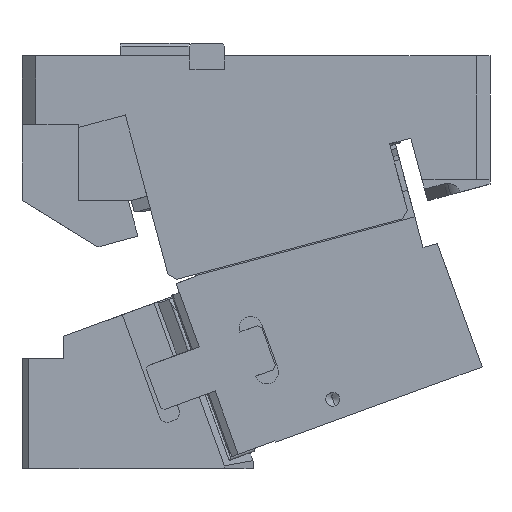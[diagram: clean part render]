
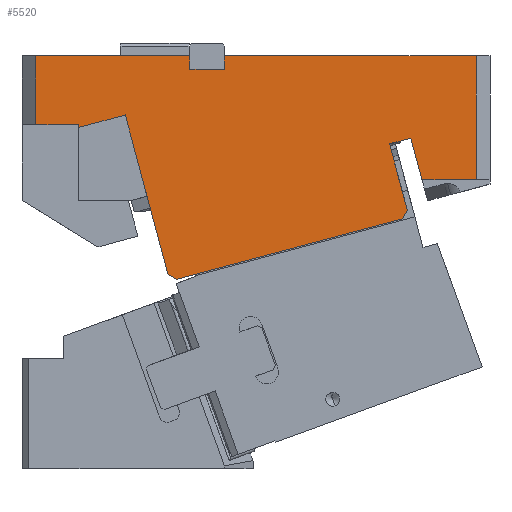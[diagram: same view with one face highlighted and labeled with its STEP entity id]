
A CAD part, front view. The second image highlights one B-rep face of the part: STEP entity #5520.
In plain terms, the highlighted planar face has unit normal (0, -1, 0).
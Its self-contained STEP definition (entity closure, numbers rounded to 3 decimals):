
#735=CARTESIAN_POINT('Vertex',(-113.,-75.,300.)) ;
#896=CARTESIAN_POINT('Vertex',(-225.,-75.,300.)) ;
#899=CARTESIAN_POINT('Line Origine',(-169.,-75.,300.)) ;
#985=CARTESIAN_POINT('Vertex',(-225.,-75.,250.)) ;
#988=CARTESIAN_POINT('Line Origine',(-225.,-75.,275.)) ;
#1456=CARTESIAN_POINT('Vertex',(55.547,-75.,210.)) ;
#1459=CARTESIAN_POINT('Line Origine',(51.516,-75.,225.045)) ;
#1463=CARTESIAN_POINT('Vertex',(47.484,-75.,240.089)) ;
#3179=CARTESIAN_POINT('Vertex',(32.023,-75.,235.974)) ;
#3182=CARTESIAN_POINT('Line Origine',(38.497,-75.,211.813)) ;
#3186=CARTESIAN_POINT('Vertex',(44.97,-75.,187.652)) ;
#3287=CARTESIAN_POINT('Vertex',(39.75,-75.,238.045)) ;
#3290=CARTESIAN_POINT('Line Origine',(35.886,-75.,237.009)) ;
#3348=CARTESIAN_POINT('Line Origine',(43.203,-75.,184.59)) ;
#3352=CARTESIAN_POINT('Vertex',(41.435,-75.,181.528)) ;
#3383=CARTESIAN_POINT('Vertex',(39.757,-75.,238.019)) ;
#3386=CARTESIAN_POINT('Line Origine',(39.753,-75.,238.032)) ;
#3407=CARTESIAN_POINT('Vertex',(-122.772,-75.,137.529)) ;
#3410=CARTESIAN_POINT('Line Origine',(-125.834,-75.,139.297)) ;
#3414=CARTESIAN_POINT('Vertex',(-128.896,-75.,141.064)) ;
#3440=CARTESIAN_POINT('Vertex',(95.,-75.,210.)) ;
#3454=CARTESIAN_POINT('Vertex',(95.,-75.,300.)) ;
#3457=CARTESIAN_POINT('Line Origine',(95.,-75.,255.)) ;
#4368=CARTESIAN_POINT('Vertex',(-88.,-75.,290.)) ;
#4371=CARTESIAN_POINT('Line Origine',(-88.,-75.,295.)) ;
#4375=CARTESIAN_POINT('Vertex',(-88.,-75.,300.)) ;
#4394=CARTESIAN_POINT('Vertex',(-113.,-75.,290.)) ;
#4397=CARTESIAN_POINT('Line Origine',(-100.5,-75.,290.)) ;
#4414=CARTESIAN_POINT('Line Origine',(-40.669,-75.,159.529)) ;
#4473=CARTESIAN_POINT('Line Origine',(-144.425,-75.,199.02)) ;
#4477=CARTESIAN_POINT('Vertex',(-159.954,-75.,256.976)) ;
#4507=CARTESIAN_POINT('Line Origine',(-176.906,-75.,252.433)) ;
#4511=CARTESIAN_POINT('Vertex',(-193.858,-75.,247.891)) ;
#4998=CARTESIAN_POINT('Line Origine',(75.273,-75.,210.)) ;
#5025=CARTESIAN_POINT('Line Origine',(43.621,-75.,239.054)) ;
#5240=CARTESIAN_POINT('Line Origine',(3.5,-75.,300.)) ;
#5378=CARTESIAN_POINT('Line Origine',(-113.,-75.,295.)) ;
#5481=CARTESIAN_POINT('Axis2P3D Location',(-235.,-75.,250.)) ;
#5486=CARTESIAN_POINT('Line Origine',(-209.429,-75.,250.)) ;
#5490=CARTESIAN_POINT('Vertex',(-193.858,-75.,250.)) ;
#5493=CARTESIAN_POINT('Line Origine',(-193.858,-75.,248.946)) ;
#900=DIRECTION('Vector Direction',(-1.,0.,0.)) ;
#989=DIRECTION('Vector Direction',(0.,0.,-1.)) ;
#1460=DIRECTION('Vector Direction',(0.259,0.,-0.966)) ;
#3183=DIRECTION('Vector Direction',(-0.259,0.,0.966)) ;
#3291=DIRECTION('Vector Direction',(0.966,0.,0.259)) ;
#3349=DIRECTION('Vector Direction',(0.5,0.,0.866)) ;
#3387=DIRECTION('Vector Direction',(-0.259,0.,0.966)) ;
#3411=DIRECTION('Vector Direction',(0.866,0.,-0.5)) ;
#3458=DIRECTION('Vector Direction',(0.,0.,1.)) ;
#4372=DIRECTION('Vector Direction',(0.,0.,1.)) ;
#4398=DIRECTION('Vector Direction',(1.,0.,0.)) ;
#4415=DIRECTION('Vector Direction',(0.966,0.,0.259)) ;
#4474=DIRECTION('Vector Direction',(-0.259,0.,0.966)) ;
#4508=DIRECTION('Vector Direction',(0.966,0.,0.259)) ;
#4999=DIRECTION('Vector Direction',(1.,0.,0.)) ;
#5026=DIRECTION('Vector Direction',(0.966,0.,0.259)) ;
#5241=DIRECTION('Vector Direction',(-1.,0.,0.)) ;
#5379=DIRECTION('Vector Direction',(0.,0.,1.)) ;
#5482=DIRECTION('Axis2P3D Direction',(0.,1.,0.)) ;
#5483=DIRECTION('Axis2P3D XDirection',(-1.,0.,0.)) ;
#5487=DIRECTION('Vector Direction',(1.,0.,0.)) ;
#5494=DIRECTION('Vector Direction',(0.,0.,-1.)) ;
#5484=AXIS2_PLACEMENT_3D('Plane Axis2P3D',#5481,#5482,#5483) ;
#5499=ORIENTED_EDGE('',*,*,#4377,.F.) ;
#5500=ORIENTED_EDGE('',*,*,#4401,.F.) ;
#5501=ORIENTED_EDGE('',*,*,#5382,.T.) ;
#5502=ORIENTED_EDGE('',*,*,#903,.T.) ;
#5503=ORIENTED_EDGE('',*,*,#992,.T.) ;
#5504=ORIENTED_EDGE('',*,*,#5492,.F.) ;
#5505=ORIENTED_EDGE('',*,*,#5497,.T.) ;
#5506=ORIENTED_EDGE('',*,*,#4513,.T.) ;
#5507=ORIENTED_EDGE('',*,*,#4479,.F.) ;
#5508=ORIENTED_EDGE('',*,*,#3416,.T.) ;
#5509=ORIENTED_EDGE('',*,*,#4418,.T.) ;
#5510=ORIENTED_EDGE('',*,*,#3354,.T.) ;
#5511=ORIENTED_EDGE('',*,*,#3188,.T.) ;
#5512=ORIENTED_EDGE('',*,*,#3294,.T.) ;
#5513=ORIENTED_EDGE('',*,*,#3390,.F.) ;
#5514=ORIENTED_EDGE('',*,*,#5029,.T.) ;
#5515=ORIENTED_EDGE('',*,*,#1465,.T.) ;
#5516=ORIENTED_EDGE('',*,*,#5002,.T.) ;
#5517=ORIENTED_EDGE('',*,*,#3461,.T.) ;
#5518=ORIENTED_EDGE('',*,*,#5244,.T.) ;
#901=VECTOR('Line Direction',#900,1.) ;
#990=VECTOR('Line Direction',#989,1.) ;
#1461=VECTOR('Line Direction',#1460,1.) ;
#3184=VECTOR('Line Direction',#3183,1.) ;
#3292=VECTOR('Line Direction',#3291,1.) ;
#3350=VECTOR('Line Direction',#3349,1.) ;
#3388=VECTOR('Line Direction',#3387,1.) ;
#3412=VECTOR('Line Direction',#3411,1.) ;
#3459=VECTOR('Line Direction',#3458,1.) ;
#4373=VECTOR('Line Direction',#4372,1.) ;
#4399=VECTOR('Line Direction',#4398,1.) ;
#4416=VECTOR('Line Direction',#4415,1.) ;
#4475=VECTOR('Line Direction',#4474,1.) ;
#4509=VECTOR('Line Direction',#4508,1.) ;
#5000=VECTOR('Line Direction',#4999,1.) ;
#5027=VECTOR('Line Direction',#5026,1.) ;
#5242=VECTOR('Line Direction',#5241,1.) ;
#5380=VECTOR('Line Direction',#5379,1.) ;
#5488=VECTOR('Line Direction',#5487,1.) ;
#5495=VECTOR('Line Direction',#5494,1.) ;
#5520=ADVANCED_FACE('CAM HOLDER',(#5519),#5485,.F.) ;
#903=EDGE_CURVE('',#736,#897,#902,.T.) ;
#992=EDGE_CURVE('',#897,#986,#991,.T.) ;
#1465=EDGE_CURVE('',#1464,#1457,#1462,.T.) ;
#3188=EDGE_CURVE('',#3187,#3180,#3185,.T.) ;
#3294=EDGE_CURVE('',#3180,#3288,#3293,.T.) ;
#3354=EDGE_CURVE('',#3353,#3187,#3351,.T.) ;
#3390=EDGE_CURVE('',#3384,#3288,#3389,.T.) ;
#3416=EDGE_CURVE('',#3415,#3408,#3413,.T.) ;
#3461=EDGE_CURVE('',#3441,#3455,#3460,.T.) ;
#4377=EDGE_CURVE('',#4369,#4376,#4374,.T.) ;
#4401=EDGE_CURVE('',#4395,#4369,#4400,.T.) ;
#4418=EDGE_CURVE('',#3408,#3353,#4417,.T.) ;
#4479=EDGE_CURVE('',#3415,#4478,#4476,.T.) ;
#4513=EDGE_CURVE('',#4512,#4478,#4510,.T.) ;
#5002=EDGE_CURVE('',#1457,#3441,#5001,.T.) ;
#5029=EDGE_CURVE('',#3384,#1464,#5028,.T.) ;
#5244=EDGE_CURVE('',#3455,#4376,#5243,.T.) ;
#5382=EDGE_CURVE('',#4395,#736,#5381,.T.) ;
#5492=EDGE_CURVE('',#5491,#986,#5489,.F.) ;
#5497=EDGE_CURVE('',#5491,#4512,#5496,.T.) ;
#5498=EDGE_LOOP('',(#5499,#5500,#5501,#5502,#5503,#5504,#5505,#5506,#5507,#5508,#5509,#5510,#5511,#5512,#5513,#5514,#5515,#5516,#5517,#5518)) ;
#5519=FACE_OUTER_BOUND('',#5498,.T.) ;
#902=LINE('Line',#899,#901) ;
#991=LINE('Line',#988,#990) ;
#1462=LINE('Line',#1459,#1461) ;
#3185=LINE('Line',#3182,#3184) ;
#3293=LINE('Line',#3290,#3292) ;
#3351=LINE('Line',#3348,#3350) ;
#3389=LINE('Line',#3386,#3388) ;
#3413=LINE('Line',#3410,#3412) ;
#3460=LINE('Line',#3457,#3459) ;
#4374=LINE('Line',#4371,#4373) ;
#4400=LINE('Line',#4397,#4399) ;
#4417=LINE('Line',#4414,#4416) ;
#4476=LINE('Line',#4473,#4475) ;
#4510=LINE('Line',#4507,#4509) ;
#5001=LINE('Line',#4998,#5000) ;
#5028=LINE('Line',#5025,#5027) ;
#5243=LINE('Line',#5240,#5242) ;
#5381=LINE('Line',#5378,#5380) ;
#5489=LINE('Line',#5486,#5488) ;
#5496=LINE('Line',#5493,#5495) ;
#5485=PLANE('Plane',#5484) ;
#736=VERTEX_POINT('',#735) ;
#897=VERTEX_POINT('',#896) ;
#986=VERTEX_POINT('',#985) ;
#1457=VERTEX_POINT('',#1456) ;
#1464=VERTEX_POINT('',#1463) ;
#3180=VERTEX_POINT('',#3179) ;
#3187=VERTEX_POINT('',#3186) ;
#3288=VERTEX_POINT('',#3287) ;
#3353=VERTEX_POINT('',#3352) ;
#3384=VERTEX_POINT('',#3383) ;
#3408=VERTEX_POINT('',#3407) ;
#3415=VERTEX_POINT('',#3414) ;
#3441=VERTEX_POINT('',#3440) ;
#3455=VERTEX_POINT('',#3454) ;
#4369=VERTEX_POINT('',#4368) ;
#4376=VERTEX_POINT('',#4375) ;
#4395=VERTEX_POINT('',#4394) ;
#4478=VERTEX_POINT('',#4477) ;
#4512=VERTEX_POINT('',#4511) ;
#5491=VERTEX_POINT('',#5490) ;
